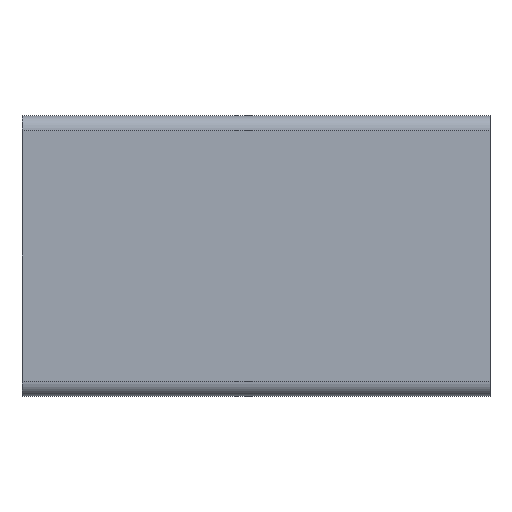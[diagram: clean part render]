
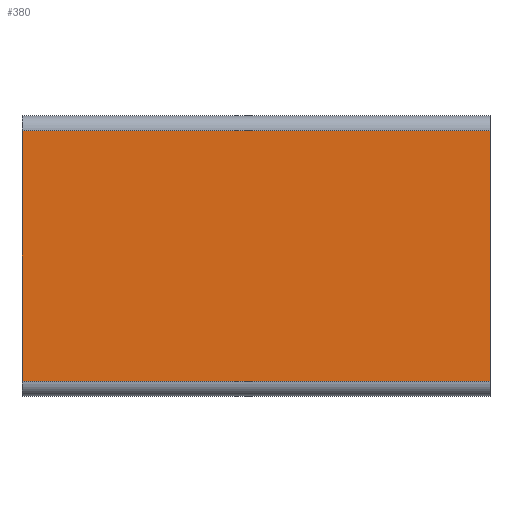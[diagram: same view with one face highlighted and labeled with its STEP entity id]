
A CAD part, left-side view. The second image highlights one B-rep face of the part: STEP entity #380.
In plain terms, the highlighted planar face has unit normal (-1, 0, 0).
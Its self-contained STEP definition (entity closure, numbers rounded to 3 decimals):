
#380 = ADVANCED_FACE( '', ( #929 ), #930, .T. );
#929 = FACE_OUTER_BOUND( '', #1664, .T. );
#930 = PLANE( '', #1665 );
#1664 = EDGE_LOOP( '', ( #2693, #2694, #2695, #2696 ) );
#1665 = AXIS2_PLACEMENT_3D( '', #2697, #2698, #2699 );
#2693 = ORIENTED_EDGE( '', *, *, #4838, .F. );
#2694 = ORIENTED_EDGE( '', *, *, #4839, .F. );
#2695 = ORIENTED_EDGE( '', *, *, #4840, .T. );
#2696 = ORIENTED_EDGE( '', *, *, #4841, .T. );
#2697 = CARTESIAN_POINT( '', ( -15., 100., 26.8 ) );
#2698 = DIRECTION( '', ( -1., 0., 0. ) );
#2699 = DIRECTION( '', ( 0., 0., 1. ) );
#4838 = EDGE_CURVE( '', #5976, #5977, #5978, .T. );
#4839 = EDGE_CURVE( '', #5979, #5976, #5980, .T. );
#4840 = EDGE_CURVE( '', #5979, #5981, #5982, .T. );
#4841 = EDGE_CURVE( '', #5981, #5977, #5983, .T. );
#5976 = VERTEX_POINT( '', #7539 );
#5977 = VERTEX_POINT( '', #7540 );
#5978 = LINE( '', #7541, #7542 );
#5979 = VERTEX_POINT( '', #7543 );
#5980 = LINE( '', #7544, #7545 );
#5981 = VERTEX_POINT( '', #7546 );
#5982 = LINE( '', #7547, #7548 );
#5983 = LINE( '', #7549, #7550 );
#7539 = CARTESIAN_POINT( '', ( -15., 0., 26.8 ) );
#7540 = CARTESIAN_POINT( '', ( -15., 0., -26.8 ) );
#7541 = CARTESIAN_POINT( '', ( -15., 0., 26.8 ) );
#7542 = VECTOR( '', #9109, 1000. );
#7543 = CARTESIAN_POINT( '', ( -15., 100., 26.8 ) );
#7544 = CARTESIAN_POINT( '', ( -15., 100., 26.8 ) );
#7545 = VECTOR( '', #9110, 1000. );
#7546 = CARTESIAN_POINT( '', ( -15., 100., -26.8 ) );
#7547 = CARTESIAN_POINT( '', ( -15., 100., 26.8 ) );
#7548 = VECTOR( '', #9111, 1000. );
#7549 = CARTESIAN_POINT( '', ( -15., 100., -26.8 ) );
#7550 = VECTOR( '', #9112, 1000. );
#9109 = DIRECTION( '', ( 0., 0., -1. ) );
#9110 = DIRECTION( '', ( 0., -1., 0. ) );
#9111 = DIRECTION( '', ( 0., 0., -1. ) );
#9112 = DIRECTION( '', ( 0., -1., 0. ) );
